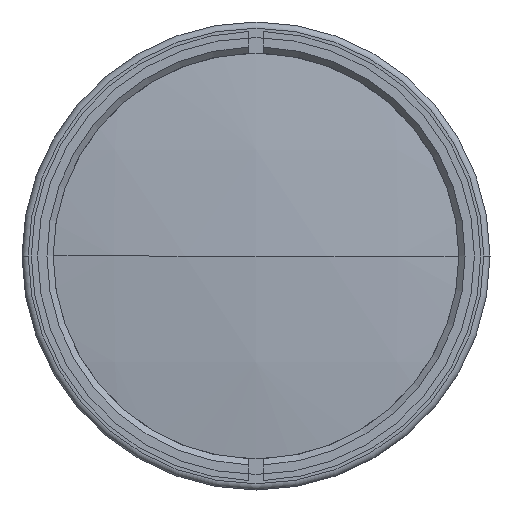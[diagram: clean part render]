
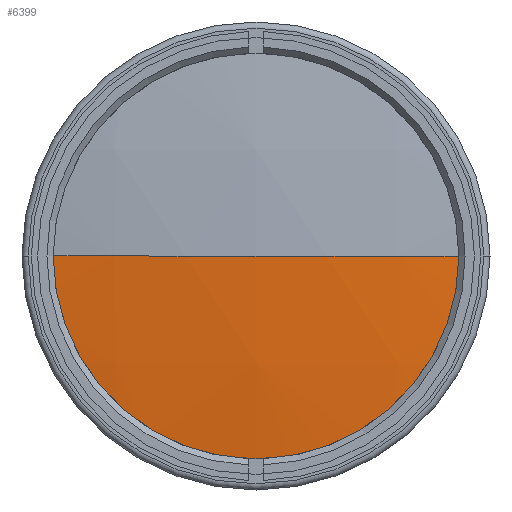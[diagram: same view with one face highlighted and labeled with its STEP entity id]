
A CAD part, left-side view. The second image highlights one B-rep face of the part: STEP entity #6399.
In plain terms, the highlighted spherical face has radius 252 mm.
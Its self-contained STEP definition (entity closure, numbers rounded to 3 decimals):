
#303 = ORIENTED_EDGE ( 'NONE', *, *, #3335, .F. ) ;
#1168 = CARTESIAN_POINT ( 'NONE',  ( -138.909, 0., 0. ) ) ;
#1178 = VERTEX_POINT ( 'NONE', #5392 ) ;
#1622 = DIRECTION ( 'NONE',  ( 0., 0., 1. ) ) ;
#1850 = ORIENTED_EDGE ( 'NONE', *, *, #4632, .T. ) ;
#2085 = CIRCLE ( 'NONE', #2494, 34. ) ;
#2106 = DIRECTION ( 'NONE',  ( -1., 0., 0. ) ) ;
#2294 = AXIS2_PLACEMENT_3D ( 'NONE', #4059, #3569, #3075 ) ;
#2478 = DIRECTION ( 'NONE',  ( 0., 0., -1. ) ) ;
#2494 = AXIS2_PLACEMENT_3D ( 'NONE', #1168, #2106, #1622 ) ;
#2600 = CARTESIAN_POINT ( 'NONE',  ( 110.787, 0., 0. ) ) ;
#2627 = DIRECTION ( 'NONE',  ( 0., -1., 0. ) ) ;
#3075 = DIRECTION ( 'NONE',  ( 0., 1., 0. ) ) ;
#3335 = EDGE_CURVE ( 'NONE', #5964, #5411, #4467, .T. ) ;
#3389 = CARTESIAN_POINT ( 'NONE',  ( -138.909, 34., 0. ) ) ;
#3437 = SPHERICAL_SURFACE ( 'NONE', #4546, 252. ) ;
#3569 = DIRECTION ( 'NONE',  ( 0., 0., -1. ) ) ;
#3619 = EDGE_CURVE ( 'NONE', #5964, #1178, #2085, .T. ) ;
#3654 = CIRCLE ( 'NONE', #2294, 252. ) ;
#3739 = AXIS2_PLACEMENT_3D ( 'NONE', #2600, #6087, #2627 ) ;
#4059 = CARTESIAN_POINT ( 'NONE',  ( 110.787, 0., 0. ) ) ;
#4467 = CIRCLE ( 'NONE', #3739, 252. ) ;
#4546 = AXIS2_PLACEMENT_3D ( 'NONE', #4929, #2478, #5318 ) ;
#4632 = EDGE_CURVE ( 'NONE', #1178, #5411, #3654, .T. ) ;
#4852 = CARTESIAN_POINT ( 'NONE',  ( -141.213, 0., 0. ) ) ;
#4900 = FACE_OUTER_BOUND ( 'NONE', #5224, .T. ) ;
#4929 = CARTESIAN_POINT ( 'NONE',  ( 110.787, 0., 0. ) ) ;
#5145 = ORIENTED_EDGE ( 'NONE', *, *, #3619, .T. ) ;
#5224 = EDGE_LOOP ( 'NONE', ( #5145, #1850, #303 ) ) ;
#5318 = DIRECTION ( 'NONE',  ( 0., 1., 0. ) ) ;
#5392 = CARTESIAN_POINT ( 'NONE',  ( -138.909, -34., 0. ) ) ;
#5411 = VERTEX_POINT ( 'NONE', #4852 ) ;
#5964 = VERTEX_POINT ( 'NONE', #3389 ) ;
#6087 = DIRECTION ( 'NONE',  ( 0., 0., 1. ) ) ;
#6399 = ADVANCED_FACE ( 'NONE', ( #4900 ), #3437, .T. ) ;
